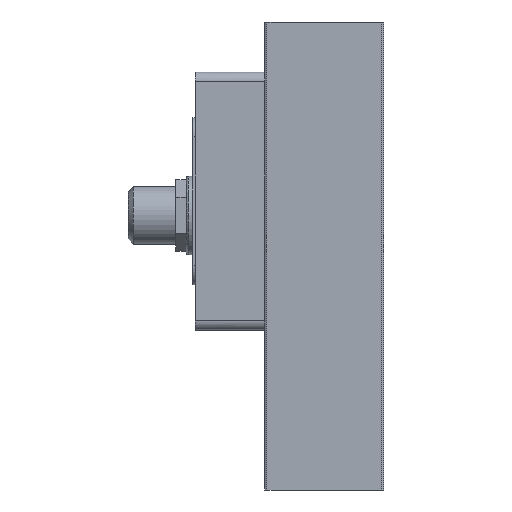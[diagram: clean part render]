
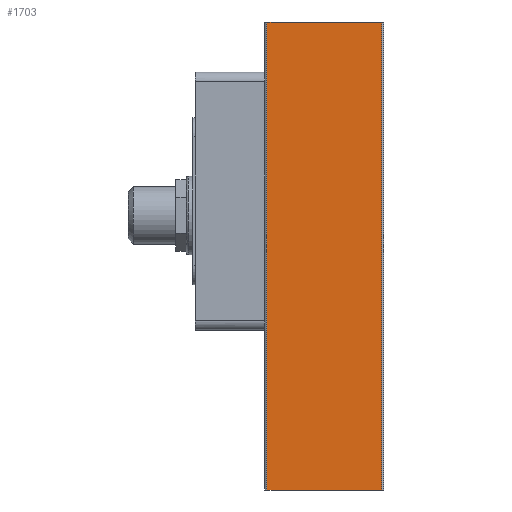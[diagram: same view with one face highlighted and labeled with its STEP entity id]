
A CAD part, left-side view. The second image highlights one B-rep face of the part: STEP entity #1703.
In plain terms, the highlighted planar face has unit normal (-1, 0, 0).
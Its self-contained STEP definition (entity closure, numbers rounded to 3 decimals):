
#360 = CARTESIAN_POINT ( 'NONE',  ( 0., 24.5, 31. ) ) ;
#365 = EDGE_CURVE ( 'NONE', #5402, #1765, #2594, .T. ) ;
#369 = AXIS2_PLACEMENT_3D ( 'NONE', #668, #1087, #3707 ) ;
#505 = ORIENTED_EDGE ( 'NONE', *, *, #1740, .T. ) ;
#637 = CARTESIAN_POINT ( 'NONE',  ( 0., 0.5, -67. ) ) ;
#668 = CARTESIAN_POINT ( 'NONE',  ( 0., 24.5, 29.5 ) ) ;
#1086 = CARTESIAN_POINT ( 'NONE',  ( 0., 0.5, 31. ) ) ;
#1087 = DIRECTION ( 'NONE',  ( 1., 0., 0. ) ) ;
#1170 = DIRECTION ( 'NONE',  ( 0., -1., 0. ) ) ;
#1454 = LINE ( 'NONE', #2662, #1521 ) ;
#1521 = VECTOR ( 'NONE', #3540, 1000. ) ;
#1645 = EDGE_CURVE ( 'NONE', #2794, #4237, #1454, .T. ) ;
#1703 = ADVANCED_FACE ( 'NONE', ( #3121 ), #4537, .F. ) ;
#1740 = EDGE_CURVE ( 'NONE', #2794, #1765, #5135, .T. ) ;
#1765 = VERTEX_POINT ( 'NONE', #637 ) ;
#2004 = DIRECTION ( 'NONE',  ( 0., -1., 0. ) ) ;
#2454 = CARTESIAN_POINT ( 'NONE',  ( 0., 24.5, 31. ) ) ;
#2476 = ORIENTED_EDGE ( 'NONE', *, *, #365, .F. ) ;
#2594 = LINE ( 'NONE', #4777, #5211 ) ;
#2662 = CARTESIAN_POINT ( 'NONE',  ( 0., 24.5, 29.5 ) ) ;
#2794 = VERTEX_POINT ( 'NONE', #4297 ) ;
#3022 = DIRECTION ( 'NONE',  ( 0., 0., -1. ) ) ;
#3121 = FACE_OUTER_BOUND ( 'NONE', #5042, .T. ) ;
#3540 = DIRECTION ( 'NONE',  ( 0., 0., 1. ) ) ;
#3707 = DIRECTION ( 'NONE',  ( 0., 0., -1. ) ) ;
#3769 = ORIENTED_EDGE ( 'NONE', *, *, #3861, .F. ) ;
#3861 = EDGE_CURVE ( 'NONE', #4237, #5402, #5483, .T. ) ;
#4237 = VERTEX_POINT ( 'NONE', #360 ) ;
#4250 = VECTOR ( 'NONE', #1170, 1000. ) ;
#4297 = CARTESIAN_POINT ( 'NONE',  ( 0., 24.5, -67. ) ) ;
#4537 = PLANE ( 'NONE',  #369 ) ;
#4777 = CARTESIAN_POINT ( 'NONE',  ( 0., 0.5, 29.5 ) ) ;
#5042 = EDGE_LOOP ( 'NONE', ( #505, #2476, #3769, #5501 ) ) ;
#5135 = LINE ( 'NONE', #5441, #4250 ) ;
#5211 = VECTOR ( 'NONE', #3022, 1000. ) ;
#5307 = VECTOR ( 'NONE', #2004, 1000. ) ;
#5402 = VERTEX_POINT ( 'NONE', #1086 ) ;
#5441 = CARTESIAN_POINT ( 'NONE',  ( 0., 24.5, -67. ) ) ;
#5483 = LINE ( 'NONE', #2454, #5307 ) ;
#5501 = ORIENTED_EDGE ( 'NONE', *, *, #1645, .F. ) ;
